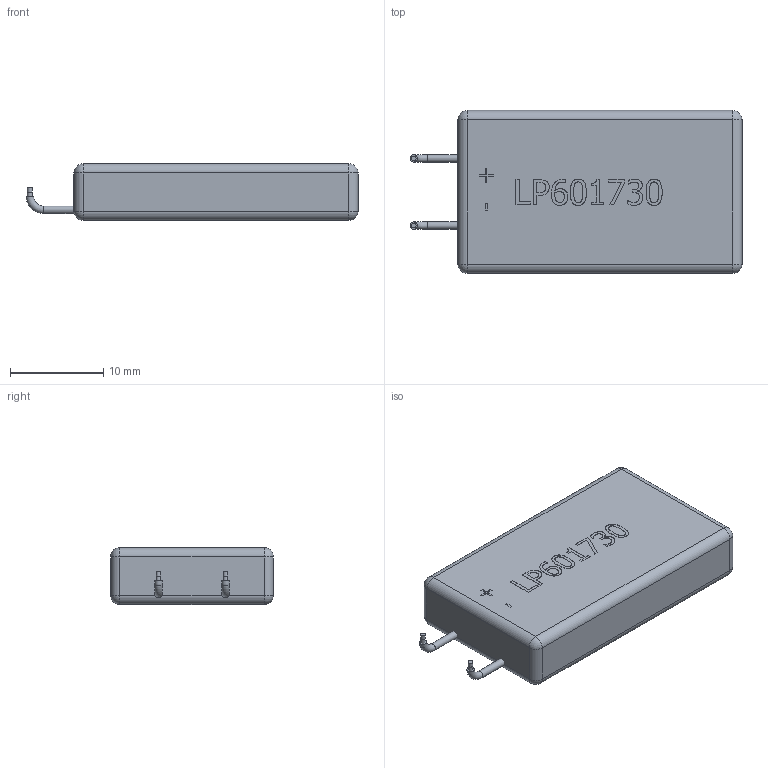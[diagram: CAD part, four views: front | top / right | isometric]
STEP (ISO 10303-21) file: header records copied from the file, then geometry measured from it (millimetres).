
FILE_DESCRIPTION(('FreeCAD Model'),'2;1');
FILE_NAME('Open CASCADE Shape Model','2024-10-07T05:09:40',('Author'),( ''),'Open CASCADE STEP processor 7.6','FreeCAD','Unknown');
FILE_SCHEMA(('AUTOMOTIVE_DESIGN { 1 0 10303 214 1 1 1 1 }'));
Length unit declared in the file: millimetre
Products named in the file (4): Unnamed; Sweep003; Sweep002; Fusion001
Assembly tree (5 placements, depth 2):
  Unnamed
    Sweep003  x2
    Sweep002  x2
    Fusion001
Bounding box: 35.65 x 17.5 x 6.12 mm (x, y, z)
Volume: 3218.4 mm3; surface area: 1602.3 mm2
Topology: 5 solids, 5 shells, 255 faces, 673 edges, 434 vertices
Faces by surface type: extrusion 142, plane 85, cylinder 18, sphere 8, torus 2
Full cylindrical faces by diameter (mm): 0.5 x4, 0.8 x2
Entity records: 10121 total; most frequent: CARTESIAN_POINT 2761, ORIENTED_EDGE 1310, DIRECTION 766, EDGE_CURVE 655, VECTOR 482, VERTEX_POINT 428, B_SPLINE_CURVE_WITH_KNOTS 426, LINE 340
